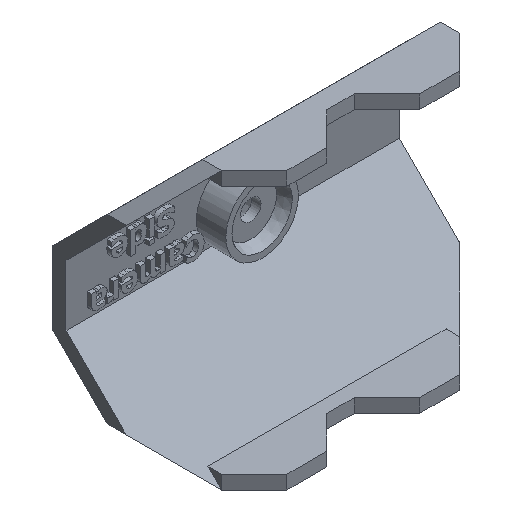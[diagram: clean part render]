
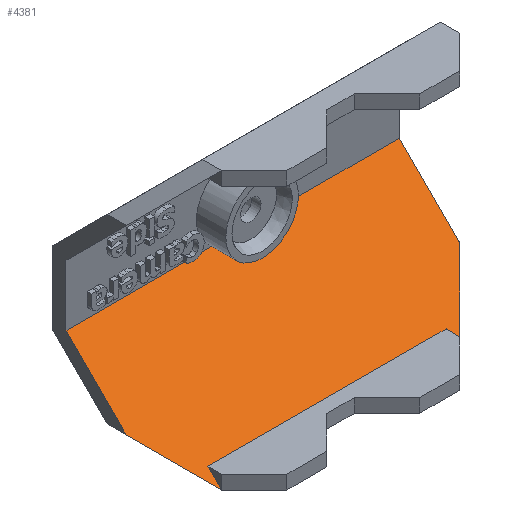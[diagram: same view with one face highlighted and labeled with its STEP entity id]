
A CAD part, isometric view. The second image highlights one B-rep face of the part: STEP entity #4381.
In plain terms, the highlighted planar face has unit normal (0, -0.707, 0.707).
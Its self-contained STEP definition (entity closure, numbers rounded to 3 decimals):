
#161=ELLIPSE('',#4514,5.657,4.);
#729=FACE_OUTER_BOUND('',#973,.T.);
#973=EDGE_LOOP('',(#3989,#3990,#3991,#3992,#3993,#3994,#3995,#3996,#3997,
#3998));
#1019=LINE('',#5344,#1417);
#1027=LINE('',#5363,#1425);
#1326=LINE('',#8076,#1724);
#1347=LINE('',#8117,#1745);
#1351=LINE('',#8124,#1749);
#1355=LINE('',#8133,#1753);
#1372=LINE('',#8169,#1770);
#1373=LINE('',#8171,#1771);
#1374=LINE('',#8172,#1772);
#1417=VECTOR('',#4621,10.);
#1425=VECTOR('',#4635,10.);
#1724=VECTOR('',#5114,10.);
#1745=VECTOR('',#5145,10.);
#1749=VECTOR('',#5151,10.);
#1753=VECTOR('',#5163,10.);
#1770=VECTOR('',#5196,10.);
#1771=VECTOR('',#5197,10.);
#1772=VECTOR('',#5198,10.);
#1808=VERTEX_POINT('',#5341);
#1809=VERTEX_POINT('',#5343);
#1816=VERTEX_POINT('',#5360);
#1817=VERTEX_POINT('',#5362);
#2157=VERTEX_POINT('',#8069);
#2159=VERTEX_POINT('',#8075);
#2173=VERTEX_POINT('',#8114);
#2174=VERTEX_POINT('',#8116);
#2188=VERTEX_POINT('',#8168);
#2189=VERTEX_POINT('',#8170);
#2227=EDGE_CURVE('',#1809,#1808,#1019,.T.);
#2236=EDGE_CURVE('',#1817,#1816,#1027,.T.);
#2747=EDGE_CURVE('',#1817,#2157,#161,.T.);
#2750=EDGE_CURVE('',#2157,#2159,#1326,.T.);
#2771=EDGE_CURVE('',#2173,#2174,#1347,.T.);
#2775=EDGE_CURVE('',#2173,#1809,#1351,.T.);
#2779=EDGE_CURVE('',#2174,#1816,#1355,.T.);
#2797=EDGE_CURVE('',#2188,#1808,#1372,.T.);
#2798=EDGE_CURVE('',#2188,#2189,#1373,.T.);
#2799=EDGE_CURVE('',#2189,#2159,#1374,.T.);
#3989=ORIENTED_EDGE('',*,*,#2747,.F.);
#3990=ORIENTED_EDGE('',*,*,#2236,.T.);
#3991=ORIENTED_EDGE('',*,*,#2779,.F.);
#3992=ORIENTED_EDGE('',*,*,#2771,.F.);
#3993=ORIENTED_EDGE('',*,*,#2775,.T.);
#3994=ORIENTED_EDGE('',*,*,#2227,.T.);
#3995=ORIENTED_EDGE('',*,*,#2797,.F.);
#3996=ORIENTED_EDGE('',*,*,#2798,.T.);
#3997=ORIENTED_EDGE('',*,*,#2799,.T.);
#3998=ORIENTED_EDGE('',*,*,#2750,.F.);
#4157=PLANE('',#4535);
#4381=ADVANCED_FACE('',(#729),#4157,.F.);
#4514=AXIS2_PLACEMENT_3D('',#8070,#5106,#5107);
#4535=AXIS2_PLACEMENT_3D('',#8167,#5194,#5195);
#4621=DIRECTION('',(1.,0.,0.));
#4635=DIRECTION('',(-1.,0.,0.));
#5106=DIRECTION('center_axis',(0.,-0.707,0.707));
#5107=DIRECTION('ref_axis',(0.,0.707,0.707));
#5114=DIRECTION('',(1.,0.,0.));
#5145=DIRECTION('',(-0.577,0.577,0.577));
#5151=DIRECTION('',(0.,0.707,0.707));
#5163=DIRECTION('',(0.,0.707,0.707));
#5194=DIRECTION('center_axis',(0.,0.707,-0.707));
#5195=DIRECTION('ref_axis',(0.,0.707,0.707));
#5196=DIRECTION('',(0.,0.707,0.707));
#5197=DIRECTION('',(0.577,0.577,0.577));
#5198=DIRECTION('',(0.,0.707,0.707));
#5341=CARTESIAN_POINT('',(49.75,20.104,-13.75));
#5343=CARTESIAN_POINT('',(23.5,20.104,-13.75));
#5344=CARTESIAN_POINT('',(49.25,20.104,-13.75));
#5360=CARTESIAN_POINT('',(18.25,30.5,-3.354));
#5362=CARTESIAN_POINT('',(34.445,30.5,-3.354));
#5363=CARTESIAN_POINT('',(58.5,30.5,-3.354));
#8069=CARTESIAN_POINT('',(38.805,30.5,-3.354));
#8070=CARTESIAN_POINT('Origin',(36.625,33.854,0.));
#8075=CARTESIAN_POINT('',(55.,30.5,-3.354));
#8076=CARTESIAN_POINT('',(18.25,30.5,-3.354));
#8114=CARTESIAN_POINT('',(23.5,18.604,-15.25));
#8116=CARTESIAN_POINT('',(18.25,23.854,-10.));
#8117=CARTESIAN_POINT('',(30.223,11.88,-21.973));
#8124=CARTESIAN_POINT('',(23.5,18.604,-15.25));
#8133=CARTESIAN_POINT('',(18.25,16.927,-16.927));
#8167=CARTESIAN_POINT('Origin',(18.25,18.604,-15.25));
#8168=CARTESIAN_POINT('',(49.75,18.604,-15.25));
#8169=CARTESIAN_POINT('',(49.75,18.604,-15.25));
#8170=CARTESIAN_POINT('',(55.,23.854,-10.));
#8171=CARTESIAN_POINT('',(43.027,11.88,-21.973));
#8172=CARTESIAN_POINT('',(55.,16.927,-16.927));
